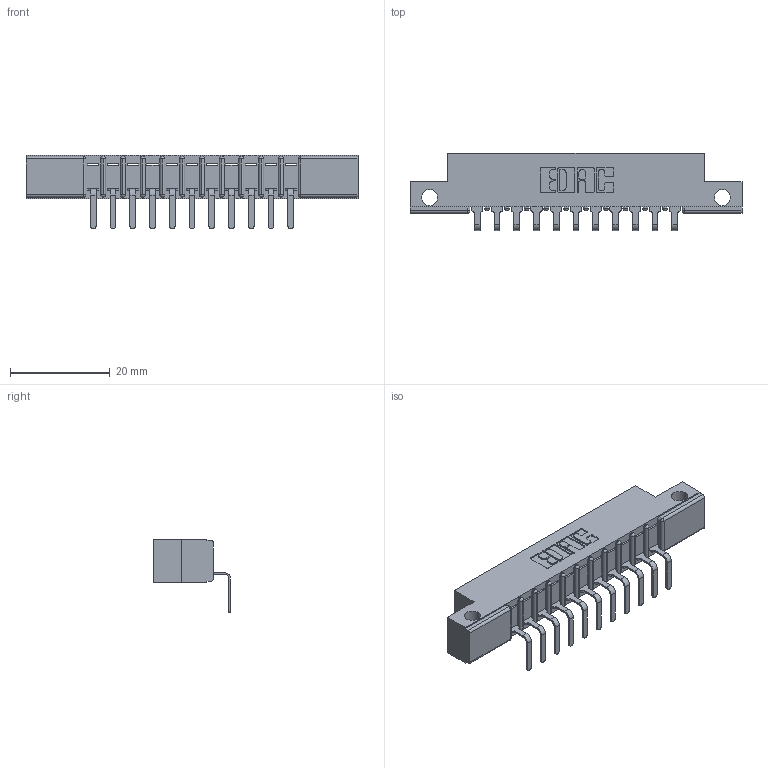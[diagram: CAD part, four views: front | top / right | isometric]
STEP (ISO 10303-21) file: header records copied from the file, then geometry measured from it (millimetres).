
FILE_DESCRIPTION (( 'STEP AP203' ), '1' );
FILE_NAME ('307-011-559-112.STEP', '2019-09-04T15:43:34', ( '' ), ( '' ), 'SwSTEP 2.0', 'SolidWorks 2016', '' );
FILE_SCHEMA (( 'CONFIG_CONTROL_DESIGN' ));
Length unit declared in the file: inch
Products named in the file (3): 307 Part_.128 Dia Side Mounting Holes; 307-290-001_558 559 - 1 (Single); 307-011-559-112
Assembly tree (12 placements, depth 2):
  307-011-559-112
    307 Part_.128 Dia Side Mounting Holes
    307-290-001_558 559 - 1 (Single)  x11
Bounding box: 66.6 x 15.46 x 14.81 mm (x, y, z)
Volume: 4169.7 mm3; surface area: 5977 mm2
Topology: 12 solids, 12 shells, 790 faces, 2237 edges, 1442 vertices
Faces by surface type: plane 499, cylinder 267, sphere 24
Entity records: 13358 total; most frequent: CARTESIAN_POINT 2240, ORIENTED_EDGE 2226, DIRECTION 2197, EDGE_CURVE 1113, LINE 839, VECTOR 839, VERTEX_POINT 722, AXIS2_PLACEMENT_3D 679
